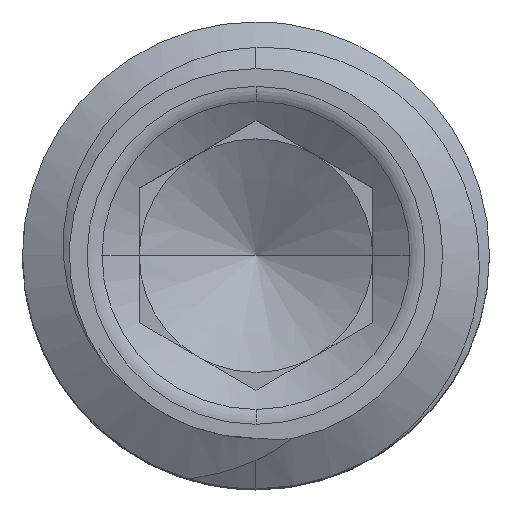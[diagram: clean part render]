
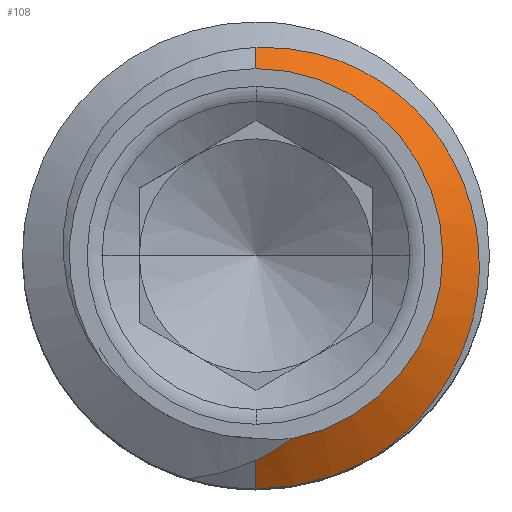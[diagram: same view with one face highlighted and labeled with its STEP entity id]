
A CAD part, top view. The second image highlights one B-rep face of the part: STEP entity #108.
In plain terms, the highlighted conical face has half-angle 55 degrees and reference radius 1.5 mm.
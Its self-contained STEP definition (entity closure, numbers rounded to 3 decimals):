
#21 = B_SPLINE_CURVE_WITH_KNOTS ( 'NONE', 3,
 ( #835, #840, #839, #834, #833, #832, #831, #830, #829, #828, #827, #826, #825, #824, #823, #822, #821, #820 ),
 .UNSPECIFIED., .F., .F.,
 ( 4, 2, 2, 2, 2, 2, 2, 2, 4 ),
 ( 0.003, 0.003, 0.004, 0.004, 0.005, 0.005, 0.006, 0.006, 0.006 ),
 .UNSPECIFIED. ) ;
#38 = B_SPLINE_CURVE_WITH_KNOTS ( 'NONE', 3,
 ( #844, #854, #857, #843 ),
 .UNSPECIFIED., .F., .F.,
 ( 4, 4 ),
 ( 0., 0.001 ),
 .UNSPECIFIED. ) ;
#108 = ADVANCED_FACE ( 'NONE', ( #143 ), #154, .T. ) ;
#143 = FACE_OUTER_BOUND ( 'NONE', #1538, .T. ) ;
#154 = CONICAL_SURFACE ( 'NONE', #456, 1.5, 0.96 ) ;
#209 = CIRCLE ( 'NONE', #486, 1.2 ) ;
#212 = VECTOR ( 'NONE', #841, 1000. ) ;
#213 = LINE ( 'NONE', #842, #212 ) ;
#214 = CIRCLE ( 'NONE', #485, 1.5 ) ;
#215 = LINE ( 'NONE', #845, #216 ) ;
#216 = VECTOR ( 'NONE', #819, 1000. ) ;
#372 = EDGE_CURVE ( 'NONE', #2724, #2697, #38, .T. ) ;
#373 = EDGE_CURVE ( 'NONE', #2724, #2740, #213, .T. ) ;
#374 = EDGE_CURVE ( 'NONE', #2740, #2725, #214, .T. ) ;
#375 = EDGE_CURVE ( 'NONE', #2704, #2725, #21, .T. ) ;
#376 = EDGE_CURVE ( 'NONE', #2696, #2704, #215, .T. ) ;
#377 = EDGE_CURVE ( 'NONE', #2697, #2696, #209, .T. ) ;
#456 = AXIS2_PLACEMENT_3D ( 'NONE', #1214, #1216, #1218 ) ;
#485 = AXIS2_PLACEMENT_3D ( 'NONE', #838, #837, #836 ) ;
#486 = AXIS2_PLACEMENT_3D ( 'NONE', #817, #816, #815 ) ;
#815 = DIRECTION ( 'NONE',  ( 0., -1., 0. ) ) ;
#816 = DIRECTION ( 'NONE',  ( 0., 0., 1. ) ) ;
#817 = CARTESIAN_POINT ( 'NONE',  ( 0., 0., 2.253 ) ) ;
#819 = DIRECTION ( 'NONE',  ( 0., 0.819, -0.574 ) ) ;
#820 = CARTESIAN_POINT ( 'NONE',  ( 0.723, -1.314, 2.043 ) ) ;
#821 = CARTESIAN_POINT ( 'NONE',  ( 0.857, -1.233, 2.048 ) ) ;
#822 = CARTESIAN_POINT ( 'NONE',  ( 0.978, -1.13, 2.053 ) ) ;
#823 = CARTESIAN_POINT ( 'NONE',  ( 1.181, -0.894, 2.062 ) ) ;
#824 = CARTESIAN_POINT ( 'NONE',  ( 1.265, -0.759, 2.066 ) ) ;
#825 = CARTESIAN_POINT ( 'NONE',  ( 1.385, -0.472, 2.075 ) ) ;
#826 = CARTESIAN_POINT ( 'NONE',  ( 1.421, -0.317, 2.08 ) ) ;
#827 = CARTESIAN_POINT ( 'NONE',  ( 1.442, -0.007, 2.089 ) ) ;
#828 = CARTESIAN_POINT ( 'NONE',  ( 1.427, 0.151, 2.094 ) ) ;
#829 = CARTESIAN_POINT ( 'NONE',  ( 1.348, 0.451, 2.104 ) ) ;
#830 = CARTESIAN_POINT ( 'NONE',  ( 1.283, 0.597, 2.109 ) ) ;
#831 = CARTESIAN_POINT ( 'NONE',  ( 1.111, 0.856, 2.118 ) ) ;
#832 = CARTESIAN_POINT ( 'NONE',  ( 1.001, 0.971, 2.123 ) ) ;
#833 = CARTESIAN_POINT ( 'NONE',  ( 0.752, 1.157, 2.133 ) ) ;
#834 = CARTESIAN_POINT ( 'NONE',  ( 0.61, 1.23, 2.138 ) ) ;
#835 = CARTESIAN_POINT ( 'NONE',  ( 0., 1.336, 2.158 ) ) ;
#836 = DIRECTION ( 'NONE',  ( 0., -1., 0. ) ) ;
#837 = DIRECTION ( 'NONE',  ( 0., 0., 1. ) ) ;
#838 = CARTESIAN_POINT ( 'NONE',  ( 0., 0., 2.043 ) ) ;
#839 = CARTESIAN_POINT ( 'NONE',  ( 0.313, 1.322, 2.148 ) ) ;
#840 = CARTESIAN_POINT ( 'NONE',  ( 0.155, 1.342, 2.154 ) ) ;
#841 = DIRECTION ( 'NONE',  ( 0., -0.819, -0.574 ) ) ;
#842 = CARTESIAN_POINT ( 'NONE',  ( 0., -1.5, 2.043 ) ) ;
#843 = CARTESIAN_POINT ( 'NONE',  ( 0.225, -1.179, 2.253 ) ) ;
#844 = CARTESIAN_POINT ( 'NONE',  ( 0., -1.316, 2.172 ) ) ;
#845 = CARTESIAN_POINT ( 'NONE',  ( 0., 1.5, 2.043 ) ) ;
#854 = CARTESIAN_POINT ( 'NONE',  ( 0.081, -1.28, 2.197 ) ) ;
#857 = CARTESIAN_POINT ( 'NONE',  ( 0.157, -1.234, 2.224 ) ) ;
#1214 = CARTESIAN_POINT ( 'NONE',  ( 0., 0., 2.043 ) ) ;
#1216 = DIRECTION ( 'NONE',  ( 0., 0., -1. ) ) ;
#1218 = DIRECTION ( 'NONE',  ( 0., 1., 0. ) ) ;
#1393 = ORIENTED_EDGE ( 'NONE', *, *, #377, .F. ) ;
#1395 = ORIENTED_EDGE ( 'NONE', *, *, #376, .F. ) ;
#1397 = ORIENTED_EDGE ( 'NONE', *, *, #375, .F. ) ;
#1472 = ORIENTED_EDGE ( 'NONE', *, *, #374, .T. ) ;
#1538 = EDGE_LOOP ( 'NONE', ( #2749, #2750, #1472, #1397, #1395, #1393 ) ) ;
#1636 = CARTESIAN_POINT ( 'NONE',  ( 0., -1.5, 2.043 ) ) ;
#1646 = CARTESIAN_POINT ( 'NONE',  ( 0.723, -1.314, 2.043 ) ) ;
#1647 = CARTESIAN_POINT ( 'NONE',  ( 0., -1.316, 2.172 ) ) ;
#1671 = CARTESIAN_POINT ( 'NONE',  ( 0.225, -1.179, 2.253 ) ) ;
#1683 = CARTESIAN_POINT ( 'NONE',  ( 0., 1.336, 2.158 ) ) ;
#1685 = CARTESIAN_POINT ( 'NONE',  ( 0., 1.2, 2.253 ) ) ;
#2696 = VERTEX_POINT ( 'NONE', #1685 ) ;
#2697 = VERTEX_POINT ( 'NONE', #1671 ) ;
#2704 = VERTEX_POINT ( 'NONE', #1683 ) ;
#2724 = VERTEX_POINT ( 'NONE', #1647 ) ;
#2725 = VERTEX_POINT ( 'NONE', #1646 ) ;
#2740 = VERTEX_POINT ( 'NONE', #1636 ) ;
#2749 = ORIENTED_EDGE ( 'NONE', *, *, #372, .F. ) ;
#2750 = ORIENTED_EDGE ( 'NONE', *, *, #373, .T. ) ;
